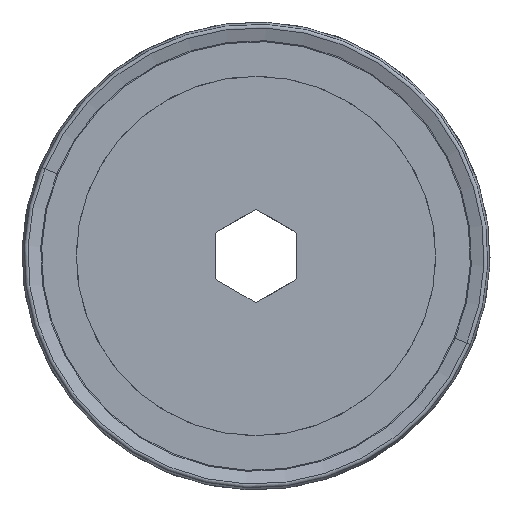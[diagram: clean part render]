
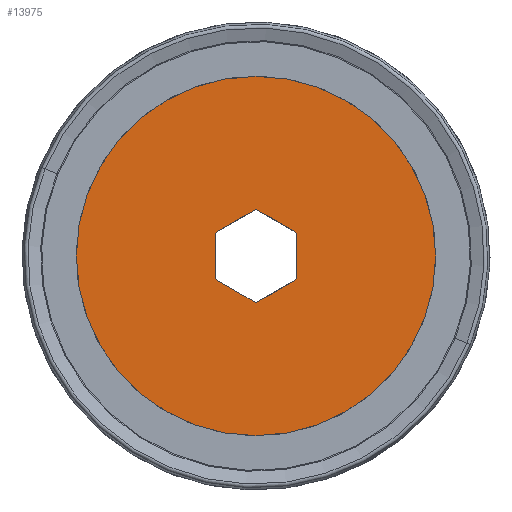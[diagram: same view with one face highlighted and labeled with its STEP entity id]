
A CAD part, left-side view. The second image highlights one B-rep face of the part: STEP entity #13975.
In plain terms, the highlighted planar face has unit normal (-1, 0, 0).
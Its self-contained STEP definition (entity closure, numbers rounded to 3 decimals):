
#376 = EDGE_CURVE ( 'NONE', #8232, #14704, #5494, .T. ) ;
#581 = CARTESIAN_POINT ( 'NONE',  ( 7.327, 0., 0. ) ) ;
#1121 = DIRECTION ( 'NONE',  ( 0., 0.866, 0.5 ) ) ;
#1363 = AXIS2_PLACEMENT_3D ( 'NONE', #3156, #3330, #3246 ) ;
#1571 = DIRECTION ( 'NONE',  ( 0., 0.866, -0.5 ) ) ;
#1575 = AXIS2_PLACEMENT_3D ( 'NONE', #11193, #25654, #19570 ) ;
#1602 = VERTEX_POINT ( 'NONE', #8158 ) ;
#1770 = ORIENTED_EDGE ( 'NONE', *, *, #376, .F. ) ;
#2036 = EDGE_CURVE ( 'NONE', #14704, #1602, #13370, .T. ) ;
#2137 = VERTEX_POINT ( 'NONE', #14444 ) ;
#2258 = VECTOR ( 'NONE', #1571, 1000. ) ;
#2288 = EDGE_CURVE ( 'NONE', #2137, #8179, #9389, .T. ) ;
#2427 = CIRCLE ( 'NONE', #6040, 4. ) ;
#2708 = CARTESIAN_POINT ( 'NONE',  ( 7.327, 3.5, 0. ) ) ;
#2849 = DIRECTION ( 'NONE',  ( 0., -0.866, -0.5 ) ) ;
#2852 = CARTESIAN_POINT ( 'NONE',  ( 7.327, 0., 0. ) ) ;
#3061 = EDGE_CURVE ( 'NONE', #16801, #8919, #24378, .T. ) ;
#3156 = CARTESIAN_POINT ( 'NONE',  ( 7.327, 0., 0. ) ) ;
#3246 = DIRECTION ( 'NONE',  ( 0., 0., 1. ) ) ;
#3330 = DIRECTION ( 'NONE',  ( -1., 0., 0. ) ) ;
#3439 = EDGE_CURVE ( 'NONE', #19668, #19624, #13504, .T. ) ;
#3504 = EDGE_LOOP ( 'NONE', ( #9449, #24701, #19347, #1770, #12482, #5355, #21714, #25511, #24332, #4524, #4167, #10562, #25259 ) ) ;
#3862 = PLANE ( 'NONE',  #15095 ) ;
#4124 = DIRECTION ( 'NONE',  ( 0., -0.866, 0.5 ) ) ;
#4167 = ORIENTED_EDGE ( 'NONE', *, *, #19763, .F. ) ;
#4524 = ORIENTED_EDGE ( 'NONE', *, *, #12220, .F. ) ;
#4816 = AXIS2_PLACEMENT_3D ( 'NONE', #21053, #23365, #20954 ) ;
#5276 = AXIS2_PLACEMENT_3D ( 'NONE', #25173, #6195, #18645 ) ;
#5318 = DIRECTION ( 'NONE',  ( 0., 0., 1. ) ) ;
#5341 = VECTOR ( 'NONE', #5318, 1000. ) ;
#5355 = ORIENTED_EDGE ( 'NONE', *, *, #23803, .F. ) ;
#5494 = LINE ( 'NONE', #9554, #15399 ) ;
#5557 = EDGE_CURVE ( 'NONE', #19835, #9121, #6673, .T. ) ;
#5655 = CIRCLE ( 'NONE', #5276, 4. ) ;
#5690 = AXIS2_PLACEMENT_3D ( 'NONE', #24379, #16003, #11756 ) ;
#6040 = AXIS2_PLACEMENT_3D ( 'NONE', #8235, #14523, #12763 ) ;
#6103 = CARTESIAN_POINT ( 'NONE',  ( 7.327, -0.073, -3.999 ) ) ;
#6195 = DIRECTION ( 'NONE',  ( -1., 0., 0. ) ) ;
#6668 = EDGE_CURVE ( 'NONE', #1602, #16801, #9277, .T. ) ;
#6673 = LINE ( 'NONE', #2708, #25132 ) ;
#7042 = EDGE_CURVE ( 'NONE', #8919, #19835, #10249, .T. ) ;
#7302 = CARTESIAN_POINT ( 'NONE',  ( 7.327, 3.427, 2.063 ) ) ;
#7754 = CARTESIAN_POINT ( 'NONE',  ( 7.327, -1.75, -3.031 ) ) ;
#7883 = VECTOR ( 'NONE', #4124, 1000. ) ;
#7904 = CARTESIAN_POINT ( 'NONE',  ( 7.327, 0., -15.523 ) ) ;
#8158 = CARTESIAN_POINT ( 'NONE',  ( 7.327, 0., 4. ) ) ;
#8179 = VERTEX_POINT ( 'NONE', #7904 ) ;
#8232 = VERTEX_POINT ( 'NONE', #16298 ) ;
#8235 = CARTESIAN_POINT ( 'NONE',  ( 7.327, 0., 0. ) ) ;
#8645 = EDGE_CURVE ( 'NONE', #19624, #14721, #12650, .T. ) ;
#8889 = DIRECTION ( 'NONE',  ( 0., 0., 1. ) ) ;
#8919 = VERTEX_POINT ( 'NONE', #7302 ) ;
#9121 = VERTEX_POINT ( 'NONE', #15387 ) ;
#9196 = EDGE_CURVE ( 'NONE', #8179, #2137, #13636, .T. ) ;
#9277 = CIRCLE ( 'NONE', #4816, 4. ) ;
#9389 = CIRCLE ( 'NONE', #1575, 15.523 ) ;
#9449 = ORIENTED_EDGE ( 'NONE', *, *, #3061, .F. ) ;
#9554 = CARTESIAN_POINT ( 'NONE',  ( 7.327, -1.75, 3.031 ) ) ;
#10249 = CIRCLE ( 'NONE', #10863, 4. ) ;
#10562 = ORIENTED_EDGE ( 'NONE', *, *, #5557, .F. ) ;
#10680 = EDGE_CURVE ( 'NONE', #21100, #8232, #5655, .T. ) ;
#10863 = AXIS2_PLACEMENT_3D ( 'NONE', #581, #23830, #19671 ) ;
#11193 = CARTESIAN_POINT ( 'NONE',  ( 7.327, 0., 0. ) ) ;
#11350 = CARTESIAN_POINT ( 'NONE',  ( 7.327, 1.75, -3.031 ) ) ;
#11756 = DIRECTION ( 'NONE',  ( 0., 0., 1. ) ) ;
#11826 = CARTESIAN_POINT ( 'NONE',  ( 7.327, -0.073, 3.999 ) ) ;
#11848 = CARTESIAN_POINT ( 'NONE',  ( 7.327, 1.75, 3.031 ) ) ;
#12090 = CARTESIAN_POINT ( 'NONE',  ( 7.327, -3.5, -1.936 ) ) ;
#12220 = EDGE_CURVE ( 'NONE', #19035, #18156, #12726, .T. ) ;
#12482 = ORIENTED_EDGE ( 'NONE', *, *, #10680, .F. ) ;
#12650 = CIRCLE ( 'NONE', #16052, 4. ) ;
#12668 = CARTESIAN_POINT ( 'NONE',  ( 7.327, 3.5, 1.936 ) ) ;
#12726 = LINE ( 'NONE', #11350, #17674 ) ;
#12763 = DIRECTION ( 'NONE',  ( 0., 0., 1. ) ) ;
#12800 = EDGE_CURVE ( 'NONE', #18156, #19668, #24244, .T. ) ;
#13368 = DIRECTION ( 'NONE',  ( 0., 0., 1. ) ) ;
#13370 = CIRCLE ( 'NONE', #1363, 4. ) ;
#13430 = AXIS2_PLACEMENT_3D ( 'NONE', #19612, #24051, #13368 ) ;
#13443 = CARTESIAN_POINT ( 'NONE',  ( 7.327, -3.5, 1.936 ) ) ;
#13463 = DIRECTION ( 'NONE',  ( 0., 0., -1. ) ) ;
#13504 = LINE ( 'NONE', #7754, #7883 ) ;
#13636 = CIRCLE ( 'NONE', #13430, 15.523 ) ;
#13975 = ADVANCED_FACE ( 'NONE', ( #19894, #21895 ), #3862, .T. ) ;
#14139 = CARTESIAN_POINT ( 'NONE',  ( 7.327, 0., 0. ) ) ;
#14444 = CARTESIAN_POINT ( 'NONE',  ( 7.327, 0., 15.523 ) ) ;
#14523 = DIRECTION ( 'NONE',  ( -1., 0., 0. ) ) ;
#14704 = VERTEX_POINT ( 'NONE', #11826 ) ;
#14721 = VERTEX_POINT ( 'NONE', #12090 ) ;
#15095 = AXIS2_PLACEMENT_3D ( 'NONE', #14139, #22594, #22967 ) ;
#15162 = EDGE_LOOP ( 'NONE', ( #22732, #20251 ) ) ;
#15387 = CARTESIAN_POINT ( 'NONE',  ( 7.327, 3.5, -1.936 ) ) ;
#15399 = VECTOR ( 'NONE', #1121, 1000. ) ;
#15996 = CARTESIAN_POINT ( 'NONE',  ( 7.327, 0.073, 3.999 ) ) ;
#16003 = DIRECTION ( 'NONE',  ( -1., 0., 0. ) ) ;
#16052 = AXIS2_PLACEMENT_3D ( 'NONE', #2852, #17280, #8889 ) ;
#16298 = CARTESIAN_POINT ( 'NONE',  ( 7.327, -3.427, 2.063 ) ) ;
#16801 = VERTEX_POINT ( 'NONE', #15996 ) ;
#17280 = DIRECTION ( 'NONE',  ( -1., 0., 0. ) ) ;
#17674 = VECTOR ( 'NONE', #2849, 1000. ) ;
#18135 = CARTESIAN_POINT ( 'NONE',  ( 7.327, 0.073, -3.999 ) ) ;
#18156 = VERTEX_POINT ( 'NONE', #18135 ) ;
#18645 = DIRECTION ( 'NONE',  ( 0., 0., 1. ) ) ;
#19035 = VERTEX_POINT ( 'NONE', #19525 ) ;
#19347 = ORIENTED_EDGE ( 'NONE', *, *, #2036, .F. ) ;
#19525 = CARTESIAN_POINT ( 'NONE',  ( 7.327, 3.427, -2.063 ) ) ;
#19570 = DIRECTION ( 'NONE',  ( 0., 0., 1. ) ) ;
#19612 = CARTESIAN_POINT ( 'NONE',  ( 7.327, 0., 0. ) ) ;
#19624 = VERTEX_POINT ( 'NONE', #26743 ) ;
#19668 = VERTEX_POINT ( 'NONE', #6103 ) ;
#19671 = DIRECTION ( 'NONE',  ( 0., 0., 1. ) ) ;
#19763 = EDGE_CURVE ( 'NONE', #9121, #19035, #2427, .T. ) ;
#19835 = VERTEX_POINT ( 'NONE', #12668 ) ;
#19894 = FACE_BOUND ( 'NONE', #3504, .T. ) ;
#20251 = ORIENTED_EDGE ( 'NONE', *, *, #2288, .T. ) ;
#20341 = CARTESIAN_POINT ( 'NONE',  ( 7.327, -3.5, 0. ) ) ;
#20954 = DIRECTION ( 'NONE',  ( 0., 0., 1. ) ) ;
#21053 = CARTESIAN_POINT ( 'NONE',  ( 7.327, 0., 0. ) ) ;
#21100 = VERTEX_POINT ( 'NONE', #13443 ) ;
#21518 = LINE ( 'NONE', #20341, #5341 ) ;
#21714 = ORIENTED_EDGE ( 'NONE', *, *, #8645, .F. ) ;
#21895 = FACE_OUTER_BOUND ( 'NONE', #15162, .T. ) ;
#22594 = DIRECTION ( 'NONE',  ( -1., 0., 0. ) ) ;
#22732 = ORIENTED_EDGE ( 'NONE', *, *, #9196, .T. ) ;
#22967 = DIRECTION ( 'NONE',  ( 0., 0., 1. ) ) ;
#23365 = DIRECTION ( 'NONE',  ( -1., 0., 0. ) ) ;
#23803 = EDGE_CURVE ( 'NONE', #14721, #21100, #21518, .T. ) ;
#23830 = DIRECTION ( 'NONE',  ( -1., 0., 0. ) ) ;
#24051 = DIRECTION ( 'NONE',  ( -1., 0., 0. ) ) ;
#24244 = CIRCLE ( 'NONE', #5690, 4. ) ;
#24332 = ORIENTED_EDGE ( 'NONE', *, *, #12800, .F. ) ;
#24378 = LINE ( 'NONE', #11848, #2258 ) ;
#24379 = CARTESIAN_POINT ( 'NONE',  ( 7.327, 0., 0. ) ) ;
#24701 = ORIENTED_EDGE ( 'NONE', *, *, #6668, .F. ) ;
#25132 = VECTOR ( 'NONE', #13463, 1000. ) ;
#25173 = CARTESIAN_POINT ( 'NONE',  ( 7.327, 0., 0. ) ) ;
#25259 = ORIENTED_EDGE ( 'NONE', *, *, #7042, .F. ) ;
#25511 = ORIENTED_EDGE ( 'NONE', *, *, #3439, .F. ) ;
#25654 = DIRECTION ( 'NONE',  ( -1., 0., 0. ) ) ;
#26743 = CARTESIAN_POINT ( 'NONE',  ( 7.327, -3.427, -2.063 ) ) ;
